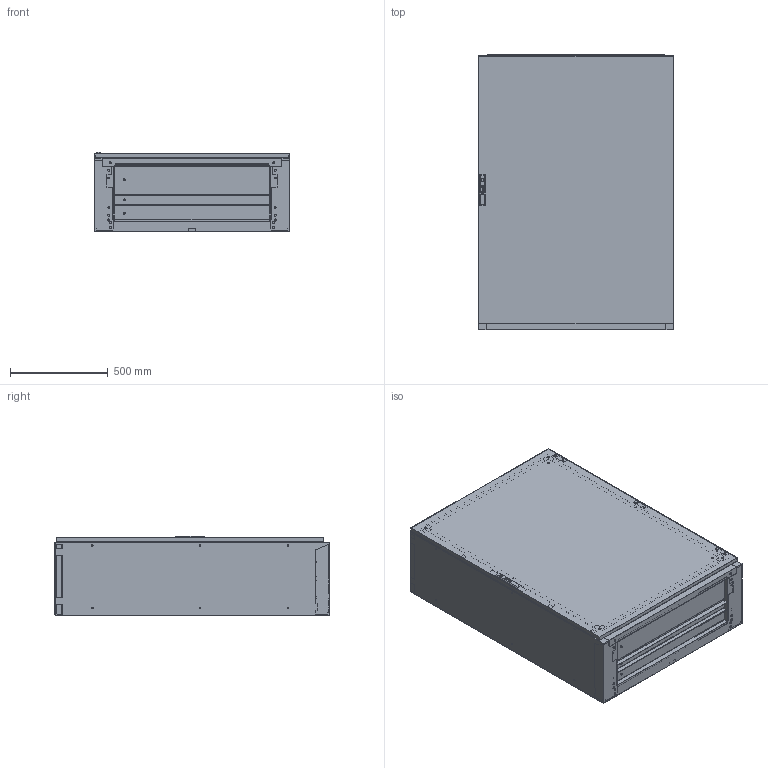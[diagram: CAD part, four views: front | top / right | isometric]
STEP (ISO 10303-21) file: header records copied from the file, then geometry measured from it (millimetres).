
FILE_DESCRIPTION (( 'STEP AP214' ), '1' );
FILE_NAME ('0390-1014-40-17.STEP', '2014-12-03T09:45:37', ( '' ), ( '' ), 'SwSTEP 2.0', 'SolidWorks 2014', '' );
FILE_SCHEMA (( 'AUTOMOTIVE_DESIGN' ));
Length unit declared in the file: millimetre
Products named in the file (19): Tragschiene oben rechts (Modell) T400; Montageplatte kpl 0348 (Modell) B1000H1400; Arretierwinkel kpl rechts (Modell) 1000; Arretierwinkel kpl links (Modell) 1000; Rasthalterung kpl rechts (Modell) 1000; Rasthalterung kpl links (Modell) 1000; Montageplatte 0348 (Modell) B1000H1400; Tragschiene oben links (Modell) T400; Dachwinkel vorn-hinten (Modell) B1000; Tragschiene unten links (Modell) T400; Dachplatte 0390 (Modell) B1000T400; Bodenblech vorn-hinten (Modell) B1000; Tuere 0395 (Modell) B1000H1400; Bodenplatte hinten 0395 f黵 0390 (Modell) B1000; Tragschiene unten rechts (Modell) T400; Abwicklung kpl (Modell) B1000H1400T400; Bodenplatte mitte 0395 f黵 0390 (Modell) B1000; 0390-1014-40-17; Bodenplatte vorne 0395 f黵 0390 (Modell) B1000
Assembly tree (18 placements, depth 3):
  0390-1014-40-17
    Abwicklung kpl (Modell) B1000H1400T400
    Tragschiene unten rechts (Modell) T400
    Tuere 0395 (Modell) B1000H1400
    Bodenblech vorn-hinten (Modell) B1000
    Dachplatte 0390 (Modell) B1000T400
    Tragschiene unten links (Modell) T400
    Dachwinkel vorn-hinten (Modell) B1000
    Tragschiene oben links (Modell) T400
    Montageplatte kpl 0348 (Modell) B1000H1400
      Montageplatte 0348 (Modell) B1000H1400
      Rasthalterung kpl links (Modell) 1000
      Rasthalterung kpl rechts (Modell) 1000
      Arretierwinkel kpl links (Modell) 1000
      Arretierwinkel kpl rechts (Modell) 1000
    Tragschiene oben rechts (Modell) T400
    Bodenplatte vorne 0395 f黵 0390 (Modell) B1000
    Bodenplatte mitte 0395 f黵 0390 (Modell) B1000
    Bodenplatte hinten 0395 f黵 0390 (Modell) B1000
Bounding box: 1000 x 1406.5 x 407.5 mm (x, y, z)
Volume: 14655100.4 mm3; surface area: 14854829.7 mm2
Topology: 31 solids, 31 shells, 2533 faces, 6758 edges, 4477 vertices
Faces by surface type: plane 1331, cylinder 1142, cone 60
Entity records: 100545 total; most frequent: DIRECTION 14156, CARTESIAN_POINT 14051, ORIENTED_EDGE 13516, EDGE_CURVE 6758, AXIS2_PLACEMENT_3D 4918, VERTEX_POINT 4477, VECTOR 4320, LINE 4320
